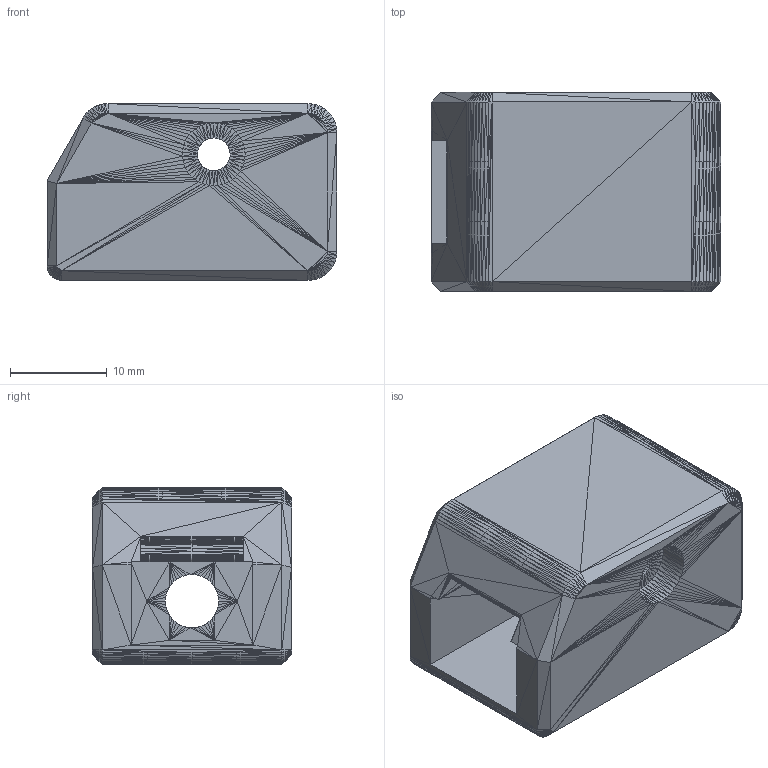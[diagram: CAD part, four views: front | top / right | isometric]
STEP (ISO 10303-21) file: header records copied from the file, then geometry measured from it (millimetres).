
FILE_DESCRIPTION(/* description */ (''),/* implementation_level */ '2;1');
FILE_NAME(/* name */ 'Belt Tensioner - Elim v1.step',/* time_stamp */ '2023-01-17T17:03:35-08:00',/* author */ (''),/* organization */ (''),/* preprocessor_version */ 'ST-DEVELOPER v19.2',/* originating_system */ 'Autodesk Translation Framework v11.17.0.187',/* authorisation */ '');
FILE_SCHEMA (('AUTOMOTIVE_DESIGN { 1 0 10303 214 3 1 1 }'));
Length unit declared in the file: millimetre
Products named in the file (1): Belt Tensioner - Elim
Bounding box: 30 x 20.6 x 18.3 mm (x, y, z)
Volume: 7395.3 mm3; surface area: 4061.2 mm2
Topology: 1 solids, 1 shells, 1604 faces, 2406 edges, 798 vertices
Faces by surface type: plane 1604
Entity records: 31318 total; most frequent: DIRECTION 5616, ORIENTED_EDGE 4812, CARTESIAN_POINT 4809, LINE 2406, VECTOR 2406, EDGE_CURVE 2406, AXIS2_PLACEMENT_3D 1605, FACE_OUTER_BOUND 1604
